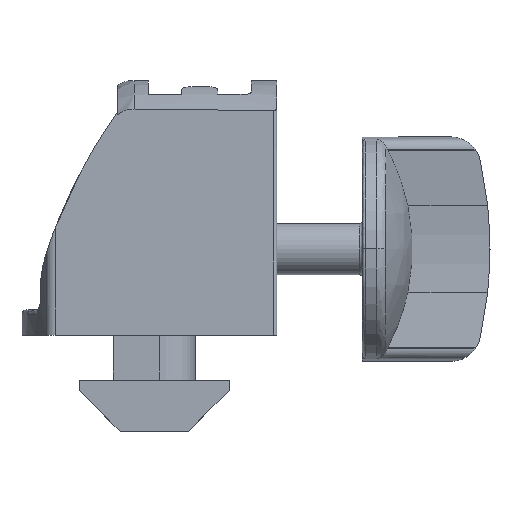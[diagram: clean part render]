
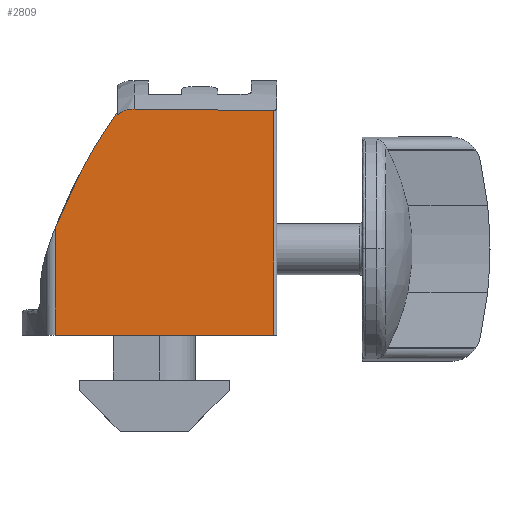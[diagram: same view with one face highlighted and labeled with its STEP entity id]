
A CAD part, top view. The second image highlights one B-rep face of the part: STEP entity #2809.
In plain terms, the highlighted planar face has unit normal (-0.018, 0, 1).
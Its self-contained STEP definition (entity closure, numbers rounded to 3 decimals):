
#40 = EDGE_CURVE ( 'NONE', #982, #5159, #1330, .T. ) ;
#43 = VERTEX_POINT ( 'NONE', #5306 ) ;
#58 = CARTESIAN_POINT ( 'NONE',  ( 9.4, 21.604, 9.233 ) ) ;
#82 = FACE_OUTER_BOUND ( 'NONE', #2956, .T. ) ;
#101 = PLANE ( 'NONE',  #2000 ) ;
#193 = EDGE_CURVE ( 'NONE', #2411, #2140, #2817, .T. ) ;
#244 = VECTOR ( 'NONE', #5324, 1000. ) ;
#261 = CARTESIAN_POINT ( 'NONE',  ( 20.169, 22.055, 9.421 ) ) ;
#475 = CARTESIAN_POINT ( 'NONE',  ( 9.4, 21.604, 9.233 ) ) ;
#489 = CARTESIAN_POINT ( 'NONE',  ( 9.887, 21.926, 9.241 ) ) ;
#524 = CARTESIAN_POINT ( 'NONE',  ( 4.793, 14.408, 9.153 ) ) ;
#734 = LINE ( 'NONE', #4926, #244 ) ;
#778 = EDGE_CURVE ( 'NONE', #1038, #43, #4194, .T. ) ;
#874 = EDGE_CURVE ( 'NONE', #2411, #43, #4393, .T. ) ;
#982 = VERTEX_POINT ( 'NONE', #475 ) ;
#1038 = VERTEX_POINT ( 'NONE', #2729 ) ;
#1040 = CARTESIAN_POINT ( 'NONE',  ( 24.7, 27., 9.5 ) ) ;
#1075 = ORIENTED_EDGE ( 'NONE', *, *, #193, .F. ) ;
#1250 = CARTESIAN_POINT ( 'NONE',  ( 3.276, 10.455, 9.126 ) ) ;
#1271 = ORIENTED_EDGE ( 'NONE', *, *, #1983, .F. ) ;
#1330 = B_SPLINE_CURVE_WITH_KNOTS ( 'NONE', 3,
 ( #58, #2643, #489, #3951, #1791, #3977 ),
 .UNSPECIFIED., .F., .F.,
 ( 4, 2, 4 ),
 ( 0., 0.001, 0.002 ),
 .UNSPECIFIED. ) ;
#1714 = EDGE_CURVE ( 'NONE', #5594, #982, #734, .T. ) ;
#1791 = CARTESIAN_POINT ( 'NONE',  ( 10.729, 22.168, 9.256 ) ) ;
#1976 = CARTESIAN_POINT ( 'NONE',  ( 11.024, 22.164, 9.261 ) ) ;
#1983 = EDGE_CURVE ( 'NONE', #5159, #1038, #2535, .T. ) ;
#1990 = DIRECTION ( 'NONE',  ( 0., 1., 0. ) ) ;
#2000 = AXIS2_PLACEMENT_3D ( 'NONE', #3554, #2303, #4988 ) ;
#2140 = VERTEX_POINT ( 'NONE', #1250 ) ;
#2303 = DIRECTION ( 'NONE',  ( 0.017, 0., -1. ) ) ;
#2411 = VERTEX_POINT ( 'NONE', #2777 ) ;
#2535 =( BOUNDED_CURVE ( )  B_SPLINE_CURVE ( 3, ( #3804, #5528, #261, #2883 ),
 .UNSPECIFIED., .F., .T. ) 
 B_SPLINE_CURVE_WITH_KNOTS ( ( 4, 4 ),
 ( 2.165, 2.183 ),
 .UNSPECIFIED. ) 
 CURVE ( )  GEOMETRIC_REPRESENTATION_ITEM ( )  RATIONAL_B_SPLINE_CURVE ( ( 1., 1., 1., 1. ) ) 
 REPRESENTATION_ITEM ( '' )  );
#2643 = CARTESIAN_POINT ( 'NONE',  ( 9.633, 21.784, 9.237 ) ) ;
#2729 = CARTESIAN_POINT ( 'NONE',  ( 24.7, 22., 9.5 ) ) ;
#2737 = CARTESIAN_POINT ( 'NONE',  ( 9.223, 21.606, 9.23 ) ) ;
#2746 = VECTOR ( 'NONE', #1990, 1000. ) ;
#2777 = CARTESIAN_POINT ( 'NONE',  ( 3.276, 0., 9.126 ) ) ;
#2809 = ADVANCED_FACE ( 'NONE', ( #82 ), #101, .F. ) ;
#2817 = LINE ( 'NONE', #3277, #2746 ) ;
#2883 = CARTESIAN_POINT ( 'NONE',  ( 24.7, 22., 9.5 ) ) ;
#2956 = EDGE_LOOP ( 'NONE', ( #3132, #1075, #3014, #4062, #1271, #4996, #5261 ) ) ;
#3014 = ORIENTED_EDGE ( 'NONE', *, *, #874, .T. ) ;
#3132 = ORIENTED_EDGE ( 'NONE', *, *, #3916, .F. ) ;
#3214 = VECTOR ( 'NONE', #3640, 1000. ) ;
#3277 = CARTESIAN_POINT ( 'NONE',  ( 3.276, 27., 9.126 ) ) ;
#3351 = CARTESIAN_POINT ( 'NONE',  ( 9.223, 21.606, 9.23 ) ) ;
#3475 = CARTESIAN_POINT ( 'NONE',  ( 3.276, 0., 9.126 ) ) ;
#3554 = CARTESIAN_POINT ( 'NONE',  ( 3.276, 27., 9.126 ) ) ;
#3640 = DIRECTION ( 'NONE',  ( 0., -1., 0. ) ) ;
#3804 = CARTESIAN_POINT ( 'NONE',  ( 11.024, 22.164, 9.261 ) ) ;
#3916 = EDGE_CURVE ( 'NONE', #2140, #5594, #4950, .T. ) ;
#3951 = CARTESIAN_POINT ( 'NONE',  ( 10.443, 22.12, 9.251 ) ) ;
#3977 = CARTESIAN_POINT ( 'NONE',  ( 11.024, 22.164, 9.261 ) ) ;
#4062 = ORIENTED_EDGE ( 'NONE', *, *, #778, .F. ) ;
#4194 = LINE ( 'NONE', #1040, #3214 ) ;
#4393 = LINE ( 'NONE', #3475, #4527 ) ;
#4527 = VECTOR ( 'NONE', #5223, 1000. ) ;
#4926 = CARTESIAN_POINT ( 'NONE',  ( 9.223, 21.606, 9.23 ) ) ;
#4944 = CARTESIAN_POINT ( 'NONE',  ( 6.786, 18.144, 9.187 ) ) ;
#4950 =( BOUNDED_CURVE ( )  B_SPLINE_CURVE ( 3, ( #5380, #524, #4944, #2737 ),
 .UNSPECIFIED., .F., .T. ) 
 B_SPLINE_CURVE_WITH_KNOTS ( ( 4, 4 ),
 ( 0.366, 0.613 ),
 .UNSPECIFIED. ) 
 CURVE ( )  GEOMETRIC_REPRESENTATION_ITEM ( )  RATIONAL_B_SPLINE_CURVE ( ( 1., 0.995, 0.995, 1. ) ) 
 REPRESENTATION_ITEM ( '' )  );
#4988 = DIRECTION ( 'NONE',  ( -1., 0., -0.017 ) ) ;
#4996 = ORIENTED_EDGE ( 'NONE', *, *, #40, .F. ) ;
#5159 = VERTEX_POINT ( 'NONE', #1976 ) ;
#5223 = DIRECTION ( 'NONE',  ( 1., 0., 0.017 ) ) ;
#5261 = ORIENTED_EDGE ( 'NONE', *, *, #1714, .F. ) ;
#5306 = CARTESIAN_POINT ( 'NONE',  ( 24.7, 0., 9.5 ) ) ;
#5324 = DIRECTION ( 'NONE',  ( 1., -0.012, 0.017 ) ) ;
#5380 = CARTESIAN_POINT ( 'NONE',  ( 3.276, 10.455, 9.126 ) ) ;
#5528 = CARTESIAN_POINT ( 'NONE',  ( 15.61, 22.11, 9.341 ) ) ;
#5594 = VERTEX_POINT ( 'NONE', #3351 ) ;
